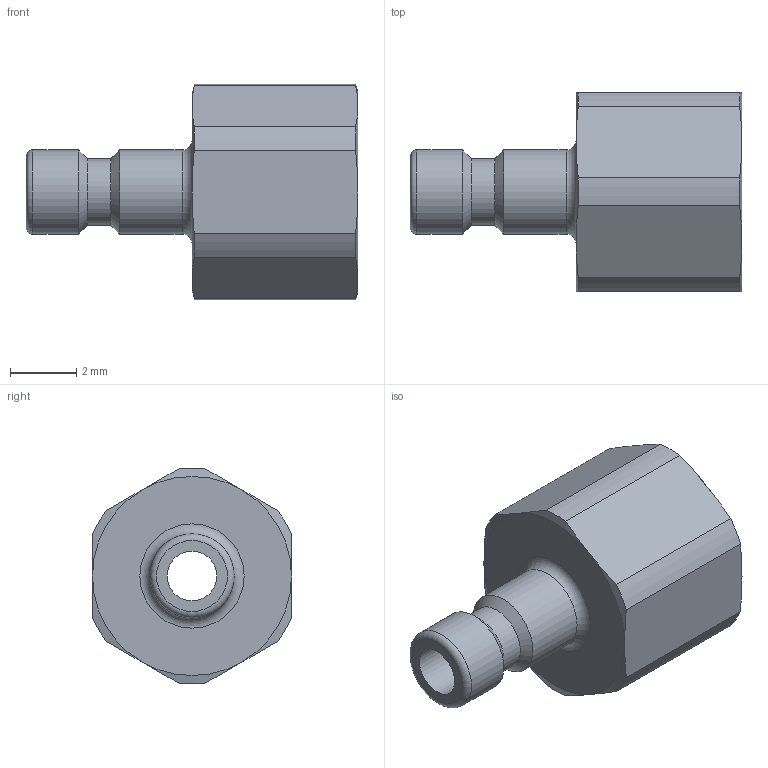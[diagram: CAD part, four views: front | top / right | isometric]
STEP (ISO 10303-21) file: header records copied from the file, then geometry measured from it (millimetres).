
FILE_DESCRIPTION(/* description */ ('02SFAM03MXX-42101'),/* implementation_level */ '2;1');
FILE_NAME(/* name */ '02sfim03mxn.stp',/* time_stamp */ '2021-06-14T10:56:24+02:00',/* author */ ('IA176480'),/* organization */ (''),/* preprocessor_version */ 'ST-DEVELOPER v17.2',/* originating_system */ 'Autodesk Inventor 2019',/* authorisation */ '');
FILE_SCHEMA (('CONFIG_CONTROL_DESIGN'));
Length unit declared in the file: millimetre
Products named in the file (1): 02SFIM03MXN
Bounding box: 10 x 6 x 6.49 mm (x, y, z)
Volume: 139.7 mm3; surface area: 256.5 mm2
Topology: 1 solids, 1 shells, 38 faces, 97 edges, 63 vertices
Faces by surface type: cone 15, cylinder 11, plane 10, torus 2
Full cylindrical faces by diameter (mm): 1.5 x1, 2 x1, 2.54 x2, 3 x1
Entity records: 1195 total; most frequent: CARTESIAN_POINT 247, DIRECTION 204, ORIENTED_EDGE 194, EDGE_CURVE 97, AXIS2_PLACEMENT_3D 92, VERTEX_POINT 63, CIRCLE 53, EDGE_LOOP 42
